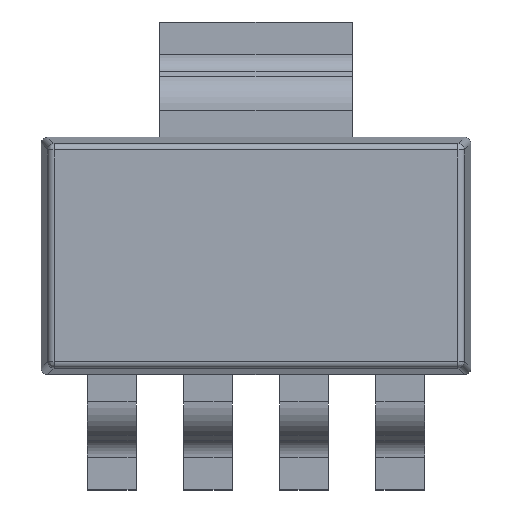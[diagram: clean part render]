
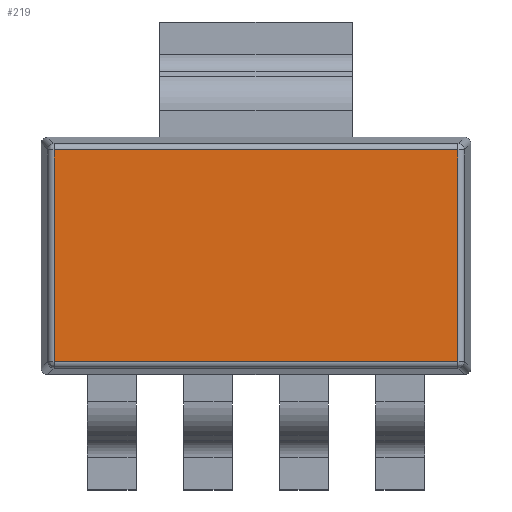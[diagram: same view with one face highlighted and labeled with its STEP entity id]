
A CAD part, top view. The second image highlights one B-rep face of the part: STEP entity #219.
In plain terms, the highlighted planar face has unit normal (0, 0, 1).
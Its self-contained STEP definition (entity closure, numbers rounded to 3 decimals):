
#219=ADVANCED_FACE('',(#1233),#1235,.T.);
#1233=FACE_BOUND('',#1234,.T.);
#1234=EDGE_LOOP('',(#2113,#2114,#2115,#2116));
#1235=PLANE('',#1236);
#1236=AXIS2_PLACEMENT_3D('',#1237,#1238,#1239);
#1237=CARTESIAN_POINT('',(0.,0.,1.8));
#1238=DIRECTION('',(0.,0.,1.));
#1239=DIRECTION('',(1.,0.,0.));
#2113=ORIENTED_EDGE('',*,*,#2645,.T.);
#2114=ORIENTED_EDGE('',*,*,#2646,.T.);
#2115=ORIENTED_EDGE('',*,*,#2647,.T.);
#2116=ORIENTED_EDGE('',*,*,#2648,.T.);
#2645=EDGE_CURVE('',#2957,#2958,#2959,.T.);
#2646=EDGE_CURVE('',#2958,#2960,#2961,.T.);
#2647=EDGE_CURVE('',#2960,#2962,#2963,.T.);
#2648=EDGE_CURVE('',#2962,#2957,#2964,.T.);
#2957=VERTEX_POINT('',#3517);
#2958=VERTEX_POINT('',#3518);
#2959=LINE('',#3519,#3520);
#2960=VERTEX_POINT('',#3522);
#2961=LINE('',#3523,#3524);
#2962=VERTEX_POINT('',#3526);
#2963=LINE('',#3527,#3528);
#2964=LINE('',#3530,#3531);
#3517=CARTESIAN_POINT('',(-3.151,-1.651,1.8));
#3518=CARTESIAN_POINT('',(3.151,-1.651,1.8));
#3519=CARTESIAN_POINT('',(-3.151,-1.651,1.8));
#3520=VECTOR('',#3521,1.);
#3521=DIRECTION('',(1.,0.,0.));
#3522=CARTESIAN_POINT('',(3.151,1.651,1.8));
#3523=CARTESIAN_POINT('',(3.151,-1.651,1.8));
#3524=VECTOR('',#3525,1.);
#3525=DIRECTION('',(0.,1.,0.));
#3526=CARTESIAN_POINT('',(-3.151,1.651,1.8));
#3527=CARTESIAN_POINT('',(3.151,1.651,1.8));
#3528=VECTOR('',#3529,1.);
#3529=DIRECTION('',(-1.,0.,0.));
#3530=CARTESIAN_POINT('',(-3.151,1.651,1.8));
#3531=VECTOR('',#3532,1.);
#3532=DIRECTION('',(0.,-1.,0.));
